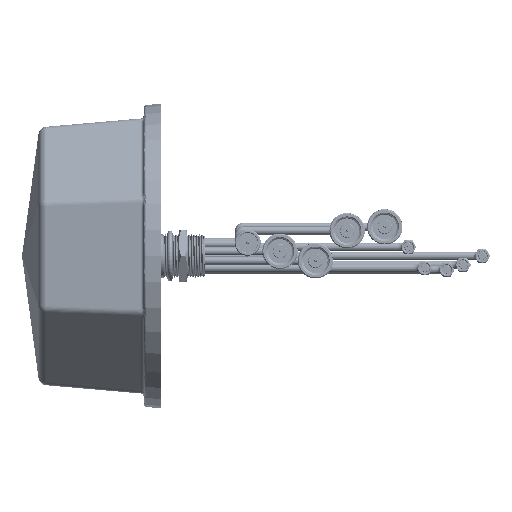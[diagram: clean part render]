
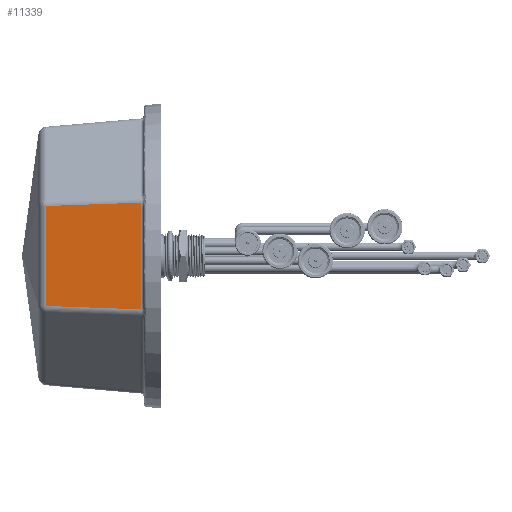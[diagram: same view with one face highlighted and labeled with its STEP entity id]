
A CAD part, left-side view. The second image highlights one B-rep face of the part: STEP entity #11339.
In plain terms, the highlighted planar face has unit normal (-0.996, 0.087, 0).
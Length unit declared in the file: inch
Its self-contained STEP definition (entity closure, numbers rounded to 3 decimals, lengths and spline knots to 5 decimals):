
#5829 = ORIENTED_EDGE ( 'NONE', *, *, #84262, .T. ) ;
#5967 = CARTESIAN_POINT ( 'NONE',  ( -3.1091, 0.46562, 1.05094 ) ) ;
#8475 = EDGE_CURVE ( 'NONE', #121819, #36058, #116970, .T. ) ;
#8705 = CARTESIAN_POINT ( 'NONE',  ( -3.10931, 0.46319, -1.12983 ) ) ;
#8744 = DIRECTION ( 'NONE',  ( 0., 0., 1. ) ) ;
#8757 = CARTESIAN_POINT ( 'NONE',  ( -3.10987, 0.45674, 1.19584 ) ) ;
#11339 = ADVANCED_FACE ( 'NONE', ( #63154 ), #31874, .F. ) ;
#11345 = CARTESIAN_POINT ( 'NONE',  ( -2.92351, 2.59901, -1.12972 ) ) ;
#11745 = ORIENTED_EDGE ( 'NONE', *, *, #131644, .F. ) ;
#12775 = CARTESIAN_POINT ( 'NONE',  ( -3.10974, 0.45831, 1.1838 ) ) ;
#14791 = CARTESIAN_POINT ( 'NONE',  ( -3.10932, 0.46311, 1.13104 ) ) ;
#16758 = CARTESIAN_POINT ( 'NONE',  ( -2.92351, 2.59901, 1.12972 ) ) ;
#16891 = CARTESIAN_POINT ( 'NONE',  ( -3.10973, 0.4584, -1.18496 ) ) ;
#17538 = LINE ( 'NONE', #5967, #113956 ) ;
#18255 = CARTESIAN_POINT ( 'NONE',  ( -3.1091, 0.46562, -1.06804 ) ) ;
#19597 = CARTESIAN_POINT ( 'NONE',  ( -3.10931, 0.46322, -1.12939 ) ) ;
#21658 = CARTESIAN_POINT ( 'NONE',  ( -3.11002, 0.45504, 1.20698 ) ) ;
#22344 = CARTESIAN_POINT ( 'NONE',  ( -3.10955, 0.46039, 1.16441 ) ) ;
#26988 = CARTESIAN_POINT ( 'NONE',  ( -3.11002, 0.45504, 1.20698 ) ) ;
#27826 = CARTESIAN_POINT ( 'NONE',  ( -3.10931, 0.46317, -1.13019 ) ) ;
#28418 = CARTESIAN_POINT ( 'NONE',  ( -2.98568, 1.88435, 1.15548 ) ) ;
#31214 = CARTESIAN_POINT ( 'NONE',  ( -3.14961, 0., 1.5748 ) ) ;
#31874 = PLANE ( 'NONE',  #38707 ) ;
#32997 = ORIENTED_EDGE ( 'NONE', *, *, #8475, .T. ) ;
#34973 = VERTEX_POINT ( 'NONE', #56805 ) ;
#35046 = ORIENTED_EDGE ( 'NONE', *, *, #116317, .F. ) ;
#36036 = EDGE_LOOP ( 'NONE', ( #32997, #35046, #5829, #11745, #103947, #79212 ) ) ;
#36058 = VERTEX_POINT ( 'NONE', #16758 ) ;
#38075 = CARTESIAN_POINT ( 'NONE',  ( -3.10948, 0.46127, -1.15942 ) ) ;
#38707 = AXIS2_PLACEMENT_3D ( 'NONE', #31214, #104752, #84307 ) ;
#53678 = CARTESIAN_POINT ( 'NONE',  ( -3.1095, 0.46103, 1.15773 ) ) ;
#55018 = CARTESIAN_POINT ( 'NONE',  ( -3.10933, 0.46301, 1.13264 ) ) ;
#56363 = CARTESIAN_POINT ( 'NONE',  ( -3.1091, 0.46562, 1.08465 ) ) ;
#56805 = CARTESIAN_POINT ( 'NONE',  ( -3.1091, 0.46562, -1.05094 ) ) ;
#57731 = CARTESIAN_POINT ( 'NONE',  ( -3.11002, 0.45504, 1.20698 ) ) ;
#58447 = DIRECTION ( 'NONE',  ( 0., 0., -1. ) ) ;
#59153 = CARTESIAN_POINT ( 'NONE',  ( -3.10927, 0.46369, -1.12179 ) ) ;
#59834 = CARTESIAN_POINT ( 'NONE',  ( -3.10913, 0.4653, -1.08323 ) ) ;
#63154 = FACE_OUTER_BOUND ( 'NONE', #36036, .T. ) ;
#63907 = CARTESIAN_POINT ( 'NONE',  ( -3.10931, 0.46316, 1.13036 ) ) ;
#64580 = CARTESIAN_POINT ( 'NONE',  ( -3.1091, 0.46562, 1.05094 ) ) ;
#69493 = CARTESIAN_POINT ( 'NONE',  ( -2.92351, 2.59901, -1.12972 ) ) ;
#70863 = DIRECTION ( 'NONE',  ( -0.087, -0.996, -0.036 ) ) ;
#74150 = CARTESIAN_POINT ( 'NONE',  ( -3.10935, 0.46279, 1.13582 ) ) ;
#75493 = CARTESIAN_POINT ( 'NONE',  ( -3.10931, 0.46319, 1.1299 ) ) ;
#76050 = VERTEX_POINT ( 'NONE', #111704 ) ;
#79212 = ORIENTED_EDGE ( 'NONE', *, *, #108655, .F. ) ;
#79615 = CARTESIAN_POINT ( 'NONE',  ( -3.11002, 0.45504, -1.20698 ) ) ;
#84262 = EDGE_CURVE ( 'NONE', #133378, #76050, #134241, .T. ) ;
#84307 = DIRECTION ( 'NONE',  ( 0., 0., -1. ) ) ;
#85707 = CARTESIAN_POINT ( 'NONE',  ( -3.10931, 0.46321, 1.12958 ) ) ;
#87714 = CARTESIAN_POINT ( 'NONE',  ( -3.10942, 0.46192, 1.14737 ) ) ;
#89737 = CARTESIAN_POINT ( 'NONE',  ( -3.04785, 1.1697, 1.18123 ) ) ;
#89817 = CARTESIAN_POINT ( 'NONE',  ( -3.10919, 0.46461, -1.10311 ) ) ;
#90418 = CARTESIAN_POINT ( 'NONE',  ( -2.92351, 2.59901, 1.12972 ) ) ;
#91171 = CARTESIAN_POINT ( 'NONE',  ( -3.1093, 0.46329, -1.12834 ) ) ;
#91887 = LINE ( 'NONE', #133521, #102516 ) ;
#102093 = CARTESIAN_POINT ( 'NONE',  ( -3.10921, 0.46434, -1.10925 ) ) ;
#102516 = VECTOR ( 'NONE', #8744, 39.37008 ) ;
#103947 = ORIENTED_EDGE ( 'NONE', *, *, #133198, .F. ) ;
#104752 = DIRECTION ( 'NONE',  ( 0.996, -0.087, 0. ) ) ;
#108655 = EDGE_CURVE ( 'NONE', #121819, #120600, #108993, .T. ) ;
#108993 = B_SPLINE_CURVE_WITH_KNOTS ( 'NONE', 3,
 ( #21658, #8757, #12775, #22344, #53678, #87714, #126635, #74150, #55018, #14791, #63907, #75493, #85707, #127308, #56363, #117066 ),
 .UNSPECIFIED., .F., .F.,
 ( 4, 2, 2, 1, 1, 1, 1, 2, 2, 4 ),
 ( 0., 0.25, 0.375, 0.4375, 0.46875, 0.48438, 0.49219, 0.49609, 0.5, 1. ),
 .UNSPECIFIED. ) ;
#110268 = CARTESIAN_POINT ( 'NONE',  ( -3.10929, 0.46342, -1.12621 ) ) ;
#110939 = CARTESIAN_POINT ( 'NONE',  ( -3.1091, 0.46562, -1.05094 ) ) ;
#111704 = CARTESIAN_POINT ( 'NONE',  ( -3.11002, 0.45504, -1.20698 ) ) ;
#112973 = CARTESIAN_POINT ( 'NONE',  ( -3.10925, 0.46391, -1.11773 ) ) ;
#113956 = VECTOR ( 'NONE', #58447, 39.37008 ) ;
#116317 = EDGE_CURVE ( 'NONE', #133378, #36058, #91887, .T. ) ;
#116970 = B_SPLINE_CURVE_WITH_KNOTS ( 'NONE', 3,
 ( #57731, #89737, #28418, #90418 ),
 .UNSPECIFIED., .F., .F.,
 ( 4, 4 ),
 ( 0., 1. ),
 .UNSPECIFIED. ) ;
#117066 = CARTESIAN_POINT ( 'NONE',  ( -3.1091, 0.46562, 1.05094 ) ) ;
#119290 = B_SPLINE_CURVE_WITH_KNOTS ( 'NONE', 3,
 ( #110939, #18255, #59834, #89817, #102093, #112973, #59153, #110268, #91171, #19597, #8705, #132786, #27826, #38075, #16891, #79615 ),
 .UNSPECIFIED., .F., .F.,
 ( 4, 2, 2, 1, 1, 1, 1, 2, 2, 4 ),
 ( 0., 0.25, 0.375, 0.4375, 0.46875, 0.48438, 0.49219, 0.49609, 0.5, 1. ),
 .UNSPECIFIED. ) ;
#120600 = VERTEX_POINT ( 'NONE', #64580 ) ;
#121819 = VERTEX_POINT ( 'NONE', #26988 ) ;
#125345 = VECTOR ( 'NONE', #70863, 39.37008 ) ;
#126635 = CARTESIAN_POINT ( 'NONE',  ( -3.10939, 0.46234, 1.1421 ) ) ;
#127308 = CARTESIAN_POINT ( 'NONE',  ( -3.1092, 0.46441, 1.11084 ) ) ;
#131644 = EDGE_CURVE ( 'NONE', #34973, #76050, #119290, .T. ) ;
#132786 = CARTESIAN_POINT ( 'NONE',  ( -3.10931, 0.46317, -1.13013 ) ) ;
#133198 = EDGE_CURVE ( 'NONE', #120600, #34973, #17538, .T. ) ;
#133378 = VERTEX_POINT ( 'NONE', #11345 ) ;
#133521 = CARTESIAN_POINT ( 'NONE',  ( -2.92351, 2.59901, -1.12972 ) ) ;
#134241 = LINE ( 'NONE', #69493, #125345 ) ;
